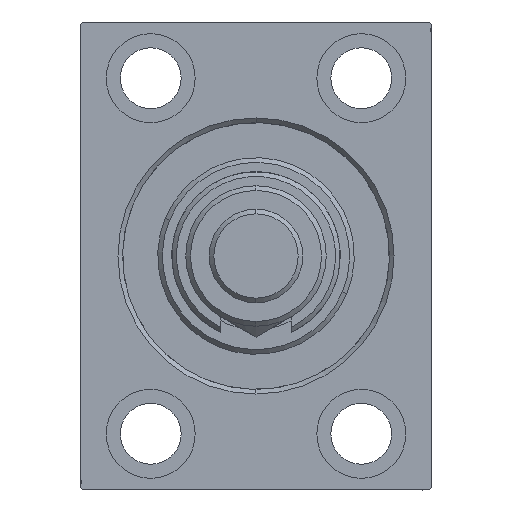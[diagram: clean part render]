
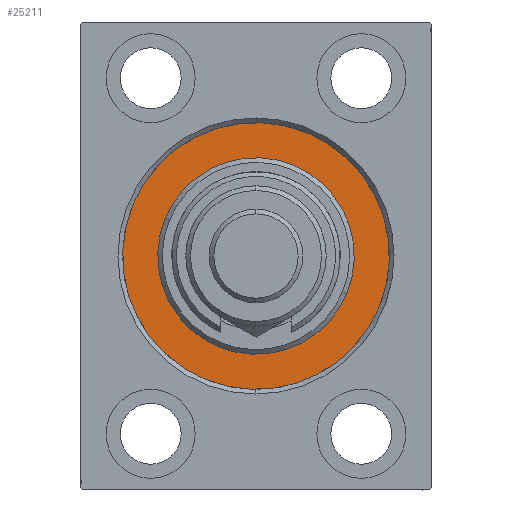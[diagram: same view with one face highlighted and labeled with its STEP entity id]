
A CAD part, left-side view. The second image highlights one B-rep face of the part: STEP entity #25211.
In plain terms, the highlighted face is planar.
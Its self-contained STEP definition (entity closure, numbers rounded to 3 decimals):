
#210 = ORIENTED_EDGE ( 'NONE', *, *, #22936, .F. ) ;
#298 = CARTESIAN_POINT ( 'NONE',  ( 0., 0., -28.5 ) ) ;
#1515 = DIRECTION ( 'NONE',  ( -1., 0., 0. ) ) ;
#2269 = EDGE_CURVE ( 'NONE', #47308, #9329, #10739, .T. ) ;
#4428 = VERTEX_POINT ( 'NONE', #298 ) ;
#5555 = CARTESIAN_POINT ( 'NONE',  ( 0., 0., 0. ) ) ;
#9170 = FACE_OUTER_BOUND ( 'NONE', #45097, .T. ) ;
#9329 = VERTEX_POINT ( 'NONE', #30888 ) ;
#9435 = CIRCLE ( 'NONE', #11792, 28.5 ) ;
#10435 = EDGE_CURVE ( 'NONE', #27531, #4428, #9435, .T. ) ;
#10739 = CIRCLE ( 'NONE', #36056, 21. ) ;
#11792 = AXIS2_PLACEMENT_3D ( 'NONE', #15942, #1515, #30843 ) ;
#12738 = DIRECTION ( 'NONE',  ( 1., 0., 0. ) ) ;
#13137 = ORIENTED_EDGE ( 'NONE', *, *, #2269, .F. ) ;
#13582 = EDGE_CURVE ( 'NONE', #9329, #47308, #36290, .T. ) ;
#14396 = AXIS2_PLACEMENT_3D ( 'NONE', #5555, #45977, #41643 ) ;
#15554 = AXIS2_PLACEMENT_3D ( 'NONE', #28126, #12738, #20687 ) ;
#15942 = CARTESIAN_POINT ( 'NONE',  ( 0., 0., 0. ) ) ;
#18142 = CIRCLE ( 'NONE', #45002, 28.5 ) ;
#18225 = ORIENTED_EDGE ( 'NONE', *, *, #10435, .F. ) ;
#20687 = DIRECTION ( 'NONE',  ( 0., 0., -1. ) ) ;
#21270 = DIRECTION ( 'NONE',  ( 1., 0., 0. ) ) ;
#22242 = ORIENTED_EDGE ( 'NONE', *, *, #13582, .F. ) ;
#22936 = EDGE_CURVE ( 'NONE', #4428, #27531, #18142, .T. ) ;
#25211 = ADVANCED_FACE ( 'NONE', ( #26979, #9170 ), #27456, .F. ) ;
#26324 = CARTESIAN_POINT ( 'NONE',  ( 0., 0., -21. ) ) ;
#26979 = FACE_BOUND ( 'NONE', #41176, .T. ) ;
#27456 = PLANE ( 'NONE',  #14396 ) ;
#27531 = VERTEX_POINT ( 'NONE', #33109 ) ;
#28126 = CARTESIAN_POINT ( 'NONE',  ( 0., 0., 0. ) ) ;
#28797 = CARTESIAN_POINT ( 'NONE',  ( 0., 0., 0. ) ) ;
#30843 = DIRECTION ( 'NONE',  ( 0., 0., 1. ) ) ;
#30888 = CARTESIAN_POINT ( 'NONE',  ( 0., 0., 21. ) ) ;
#32079 = CARTESIAN_POINT ( 'NONE',  ( 0., 0., 0. ) ) ;
#33109 = CARTESIAN_POINT ( 'NONE',  ( 0., 0., 28.5 ) ) ;
#36056 = AXIS2_PLACEMENT_3D ( 'NONE', #32079, #21270, #39771 ) ;
#36290 = CIRCLE ( 'NONE', #15554, 21. ) ;
#36964 = DIRECTION ( 'NONE',  ( 0., 0., 1. ) ) ;
#39771 = DIRECTION ( 'NONE',  ( 0., 0., -1. ) ) ;
#40342 = DIRECTION ( 'NONE',  ( -1., 0., 0. ) ) ;
#41176 = EDGE_LOOP ( 'NONE', ( #22242, #13137 ) ) ;
#41643 = DIRECTION ( 'NONE',  ( 0., 0., 1. ) ) ;
#45002 = AXIS2_PLACEMENT_3D ( 'NONE', #28797, #40342, #36964 ) ;
#45097 = EDGE_LOOP ( 'NONE', ( #210, #18225 ) ) ;
#45977 = DIRECTION ( 'NONE',  ( -1., 0., 0. ) ) ;
#47308 = VERTEX_POINT ( 'NONE', #26324 ) ;
